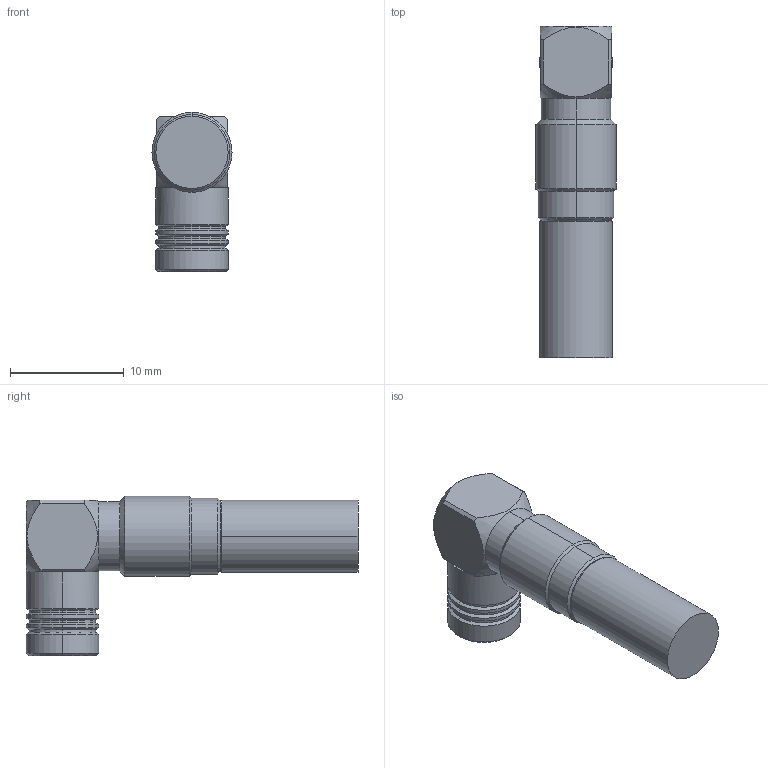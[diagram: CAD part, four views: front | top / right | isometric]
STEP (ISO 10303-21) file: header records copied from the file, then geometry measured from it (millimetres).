
FILE_DESCRIPTION (( 'STEP AP203' ), '1' );
FILE_NAME ('R114.192.420C.STEP', '2014-05-23T13:52:59', ( 'adminradiall' ), ( 'Microsoft' ), 'SwSTEP 2.0', 'SolidWorks 2014', '' );
FILE_SCHEMA (( 'CONFIG_CONTROL_DESIGN' ));
Length unit declared in the file: millimetre
Products named in the file (1): R114.192.420C
Bounding box: 7.04 x 29.19 x 14.02 mm (x, y, z)
Volume: 1184.8 mm3; surface area: 1049.9 mm2
Topology: 1 solids, 1 shells, 193 faces, 465 edges, 285 vertices
Faces by surface type: cone 76, cylinder 57, plane 46, torus 14
Entity records: 5952 total; most frequent: CARTESIAN_POINT 1456, DIRECTION 941, ORIENTED_EDGE 930, EDGE_CURVE 465, AXIS2_PLACEMENT_3D 394, VERTEX_POINT 285, EDGE_LOOP 204, CIRCLE 200
